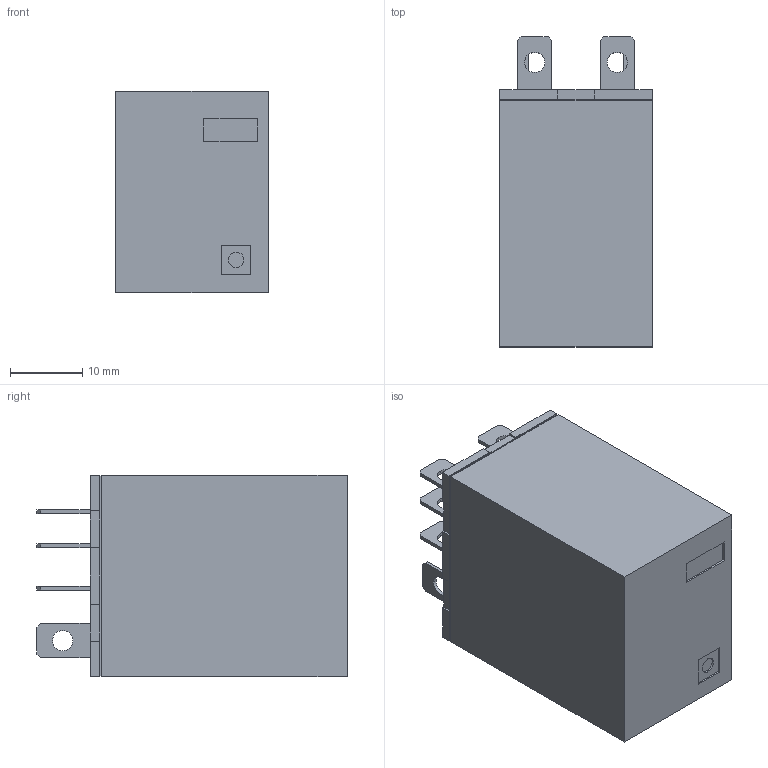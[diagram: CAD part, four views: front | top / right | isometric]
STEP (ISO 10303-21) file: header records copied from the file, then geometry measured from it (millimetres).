
FILE_DESCRIPTION(('starvars output'),'2;1');
FILE_NAME('cv20190909162622000020092.stp','16:26:22 2019/09/09',( 'Thomas Industrial Network Germany GmbH'),( 'Thomas Industrial Network Germany GmbH'),'unknown preprocess','ACIS' ,'unknown authorization');
FILE_SCHEMA(('AUTOMOTIVE_DESIGN_CC2 {UNKNOWN IMPLEMENTATION LEVEL}'));
Length unit declared in the file: millimetre
Products named in the file (1): PRODUCT_ID_1
Bounding box: 21.08 x 42.93 x 27.94 mm (x, y, z)
Volume: 21029 mm3; surface area: 5253.2 mm2
Topology: 1 solids, 1 shells, 141 faces, 366 edges, 240 vertices
Faces by surface type: plane 123, cylinder 18
Entity records: 5161 total; most frequent: ORIENTED_EDGE 732, CARTESIAN_POINT 677, DIRECTION 572, EDGE_CURVE 366, VECTOR 302, LINE 302, VERTEX_POINT 240, EDGE_LOOP 170
